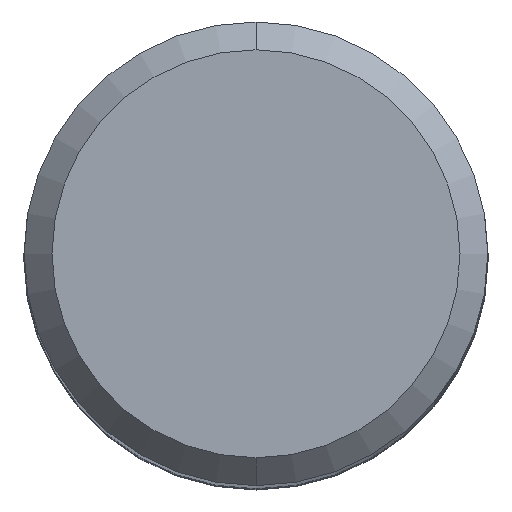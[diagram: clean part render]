
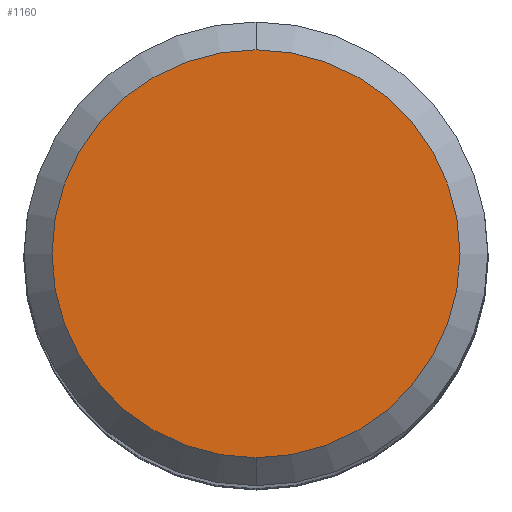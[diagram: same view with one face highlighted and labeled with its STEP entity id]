
A CAD part, top view. The second image highlights one B-rep face of the part: STEP entity #1160.
In plain terms, the highlighted planar face has unit normal (0, 0, 1).
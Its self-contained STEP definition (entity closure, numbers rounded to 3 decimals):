
#55 = VERTEX_POINT ( 'NONE', #1007 ) ;
#67 = CARTESIAN_POINT ( 'NONE',  ( 0., 0., 120. ) ) ;
#133 = DIRECTION ( 'NONE',  ( 0., 0., 1. ) ) ;
#218 = AXIS2_PLACEMENT_3D ( 'NONE', #67, #818, #676 ) ;
#250 = CARTESIAN_POINT ( 'NONE',  ( 0., 0., 120. ) ) ;
#335 = EDGE_LOOP ( 'NONE', ( #640, #846 ) ) ;
#387 = CARTESIAN_POINT ( 'NONE',  ( 0., 11., 120. ) ) ;
#434 = EDGE_CURVE ( 'NONE', #466, #55, #680, .T. ) ;
#466 = VERTEX_POINT ( 'NONE', #811 ) ;
#597 = DIRECTION ( 'NONE',  ( 0., 0., -1. ) ) ;
#640 = ORIENTED_EDGE ( 'NONE', *, *, #1210, .T. ) ;
#676 = DIRECTION ( 'NONE',  ( 0., -1., 0. ) ) ;
#680 = CIRCLE ( 'NONE', #218, 11. ) ;
#811 = CARTESIAN_POINT ( 'NONE',  ( 0., -11., 120. ) ) ;
#818 = DIRECTION ( 'NONE',  ( 0., 0., 1. ) ) ;
#846 = ORIENTED_EDGE ( 'NONE', *, *, #434, .T. ) ;
#987 = AXIS2_PLACEMENT_3D ( 'NONE', #387, #597, #1216 ) ;
#1007 = CARTESIAN_POINT ( 'NONE',  ( 0., 11., 120. ) ) ;
#1117 = AXIS2_PLACEMENT_3D ( 'NONE', #250, #133, #1226 ) ;
#1160 = ADVANCED_FACE ( 'NONE', ( #1492 ), #1348, .F. ) ;
#1210 = EDGE_CURVE ( 'NONE', #55, #466, #1350, .T. ) ;
#1216 = DIRECTION ( 'NONE',  ( 0., 1., 0. ) ) ;
#1226 = DIRECTION ( 'NONE',  ( 0., -1., 0. ) ) ;
#1348 = PLANE ( 'NONE',  #987 ) ;
#1350 = CIRCLE ( 'NONE', #1117, 11. ) ;
#1492 = FACE_OUTER_BOUND ( 'NONE', #335, .T. ) ;
